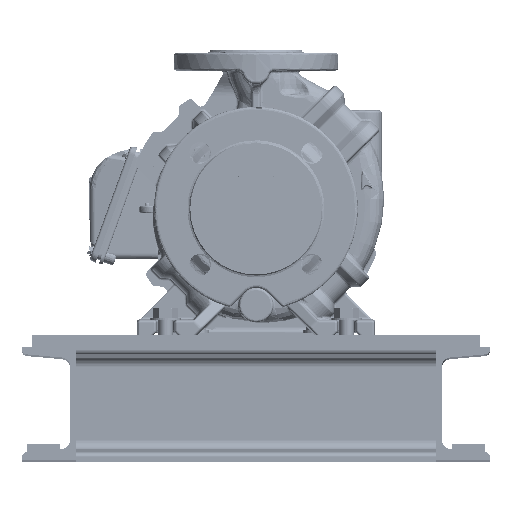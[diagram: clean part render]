
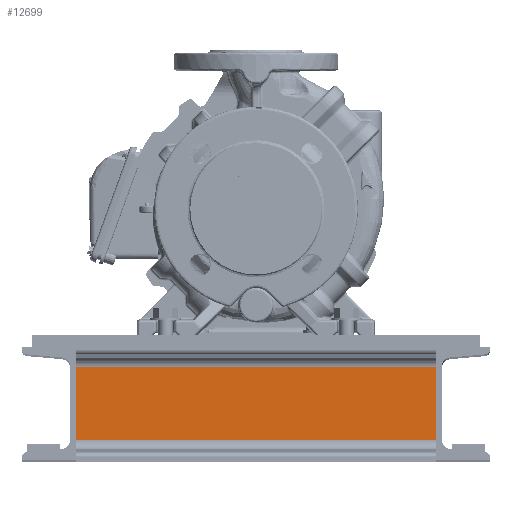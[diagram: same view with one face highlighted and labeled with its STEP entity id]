
A CAD part, top view. The second image highlights one B-rep face of the part: STEP entity #12699.
In plain terms, the highlighted face is planar.
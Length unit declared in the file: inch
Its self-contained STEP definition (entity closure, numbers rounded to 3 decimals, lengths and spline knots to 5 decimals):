
#12699 = ADVANCED_FACE ( 'NONE', ( #374010 ), #371855, .F. ) ;
#23881 = EDGE_CURVE ( 'NONE', #217452, #416579, #337424, .T. ) ;
#50852 = CARTESIAN_POINT ( 'NONE',  ( 0.20866, 1.26264, 6.25 ) ) ;
#62471 = ORIENTED_EDGE ( 'NONE', *, *, #77726, .T. ) ;
#73406 = ORIENTED_EDGE ( 'NONE', *, *, #23881, .F. ) ;
#77726 = EDGE_CURVE ( 'NONE', #426935, #81160, #423309, .T. ) ;
#78507 = DIRECTION ( 'NONE',  ( 0., 0., 1. ) ) ;
#79063 = CARTESIAN_POINT ( 'NONE',  ( 0.20866, 1.26264, -6.25 ) ) ;
#81160 = VERTEX_POINT ( 'NONE', #50852 ) ;
#84273 = DIRECTION ( 'NONE',  ( 0., 0., 1. ) ) ;
#90289 = DIRECTION ( 'NONE',  ( 0., -1., 0. ) ) ;
#116650 = VECTOR ( 'NONE', #376601, 39.37008 ) ;
#118382 = LINE ( 'NONE', #79063, #313141 ) ;
#123141 = LINE ( 'NONE', #390055, #394139 ) ;
#168970 = CARTESIAN_POINT ( 'NONE',  ( 0.20866, -1.26264, -6.25 ) ) ;
#170653 = DIRECTION ( 'NONE',  ( -1., 0., 0. ) ) ;
#173366 = ORIENTED_EDGE ( 'NONE', *, *, #359839, .F. ) ;
#200657 = CARTESIAN_POINT ( 'NONE',  ( 0.20866, 1.26264, -6.25 ) ) ;
#209335 = CARTESIAN_POINT ( 'NONE',  ( 0.20866, -1.26264, -6.25 ) ) ;
#212217 = VECTOR ( 'NONE', #84273, 39.37008 ) ;
#217452 = VERTEX_POINT ( 'NONE', #209335 ) ;
#289155 = ORIENTED_EDGE ( 'NONE', *, *, #292125, .T. ) ;
#292125 = EDGE_CURVE ( 'NONE', #81160, #416579, #123141, .T. ) ;
#313141 = VECTOR ( 'NONE', #383139, 39.37008 ) ;
#329077 = EDGE_LOOP ( 'NONE', ( #62471, #289155, #73406, #173366 ) ) ;
#331993 = AXIS2_PLACEMENT_3D ( 'NONE', #406841, #170653, #78507 ) ;
#337424 = LINE ( 'NONE', #168970, #116650 ) ;
#359839 = EDGE_CURVE ( 'NONE', #426935, #217452, #118382, .T. ) ;
#371855 = PLANE ( 'NONE',  #331993 ) ;
#374010 = FACE_OUTER_BOUND ( 'NONE', #329077, .T. ) ;
#376601 = DIRECTION ( 'NONE',  ( 0., 0., 1. ) ) ;
#381933 = CARTESIAN_POINT ( 'NONE',  ( 0.20866, -1.26264, 6.25 ) ) ;
#383139 = DIRECTION ( 'NONE',  ( 0., -1., 0. ) ) ;
#390055 = CARTESIAN_POINT ( 'NONE',  ( 0.20866, 1.26264, 6.25 ) ) ;
#392667 = CARTESIAN_POINT ( 'NONE',  ( 0.20866, 1.26264, -6.25 ) ) ;
#394139 = VECTOR ( 'NONE', #90289, 39.37008 ) ;
#406841 = CARTESIAN_POINT ( 'NONE',  ( 0.20866, 1.26264, -6.25 ) ) ;
#416579 = VERTEX_POINT ( 'NONE', #381933 ) ;
#423309 = LINE ( 'NONE', #392667, #212217 ) ;
#426935 = VERTEX_POINT ( 'NONE', #200657 ) ;
